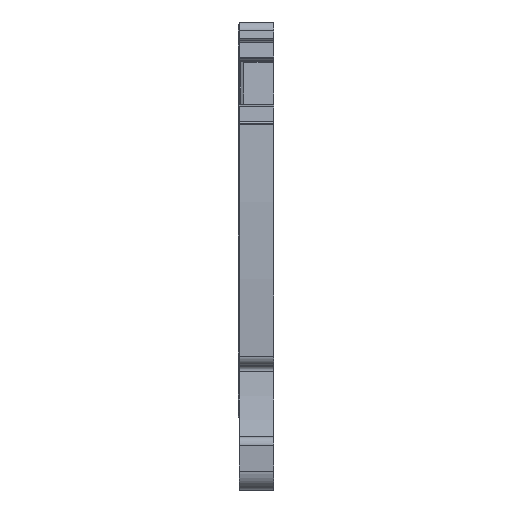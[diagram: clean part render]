
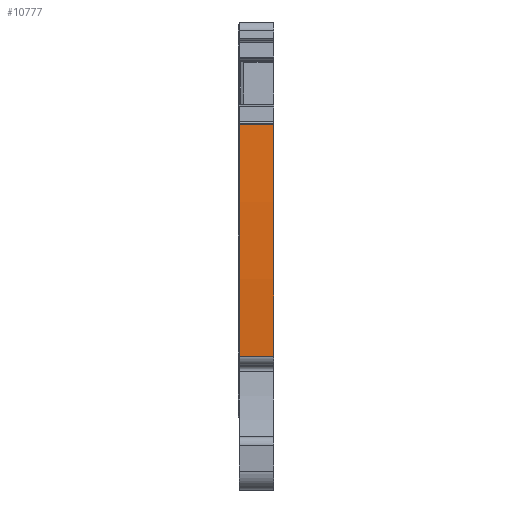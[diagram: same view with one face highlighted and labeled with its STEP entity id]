
A CAD part, front view. The second image highlights one B-rep face of the part: STEP entity #10777.
In plain terms, the highlighted cylindrical face has radius 180 mm (diameter 360 mm), a partial arc.
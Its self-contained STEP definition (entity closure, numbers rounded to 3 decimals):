
#2002=AXIS2_PLACEMENT_3D('Circle Axis2P3D',#2000,#2001,$) ;
#9925=AXIS2_PLACEMENT_3D('Cylinder Axis2P3D',#9922,#9923,#9924) ;
#10768=AXIS2_PLACEMENT_3D('Circle Axis2P3D',#10766,#10767,$) ;
#1997=CARTESIAN_POINT('Vertex',(3.5,1.484,36.553)) ;
#2000=CARTESIAN_POINT('Axis2P3D Location',(3.5,181.129,25.25)) ;
#2004=CARTESIAN_POINT('Vertex',(3.5,1.52,13.384)) ;
#9922=CARTESIAN_POINT('Axis2P3D Location',(1.75,181.129,25.25)) ;
#10739=CARTESIAN_POINT('Line Origine',(2.55,1.484,36.553)) ;
#10743=CARTESIAN_POINT('Vertex',(0.05,1.484,36.553)) ;
#10759=CARTESIAN_POINT('Line Origine',(1.75,1.52,13.384)) ;
#10763=CARTESIAN_POINT('Vertex',(0.05,1.52,13.384)) ;
#10766=CARTESIAN_POINT('Axis2P3D Location',(0.05,181.129,25.25)) ;
#2001=DIRECTION('Axis2P3D Direction',(1.,0.,0.)) ;
#9923=DIRECTION('Axis2P3D Direction',(1.,0.,0.)) ;
#9924=DIRECTION('Axis2P3D XDirection',(0.,-0.993,0.115)) ;
#10740=DIRECTION('Vector Direction',(1.,0.,0.)) ;
#10760=DIRECTION('Vector Direction',(1.,0.,0.)) ;
#10767=DIRECTION('Axis2P3D Direction',(1.,0.,0.)) ;
#10741=VECTOR('Line Direction',#10740,1.) ;
#10761=VECTOR('Line Direction',#10760,1.) ;
#10772=ORIENTED_EDGE('',*,*,#10765,.T.) ;
#10773=ORIENTED_EDGE('',*,*,#2006,.F.) ;
#10774=ORIENTED_EDGE('',*,*,#10745,.F.) ;
#10775=ORIENTED_EDGE('',*,*,#10770,.F.) ;
#10777=ADVANCED_FACE('Brep With Voids',(#10776),#9926,.T.) ;
#2003=CIRCLE('generated circle',#2002,180.) ;
#10769=CIRCLE('generated circle',#10768,180.) ;
#9926=CYLINDRICAL_SURFACE('generated cylinder',#9925,180.) ;
#2006=EDGE_CURVE('',#1998,#2005,#2003,.T.) ;
#10745=EDGE_CURVE('',#10744,#1998,#10742,.T.) ;
#10765=EDGE_CURVE('',#10764,#2005,#10762,.T.) ;
#10770=EDGE_CURVE('',#10764,#10744,#10769,.F.) ;
#10771=EDGE_LOOP('',(#10772,#10773,#10774,#10775)) ;
#10776=FACE_OUTER_BOUND('',#10771,.T.) ;
#10742=LINE('Line',#10739,#10741) ;
#10762=LINE('Line',#10759,#10761) ;
#1998=VERTEX_POINT('',#1997) ;
#2005=VERTEX_POINT('',#2004) ;
#10744=VERTEX_POINT('',#10743) ;
#10764=VERTEX_POINT('',#10763) ;
